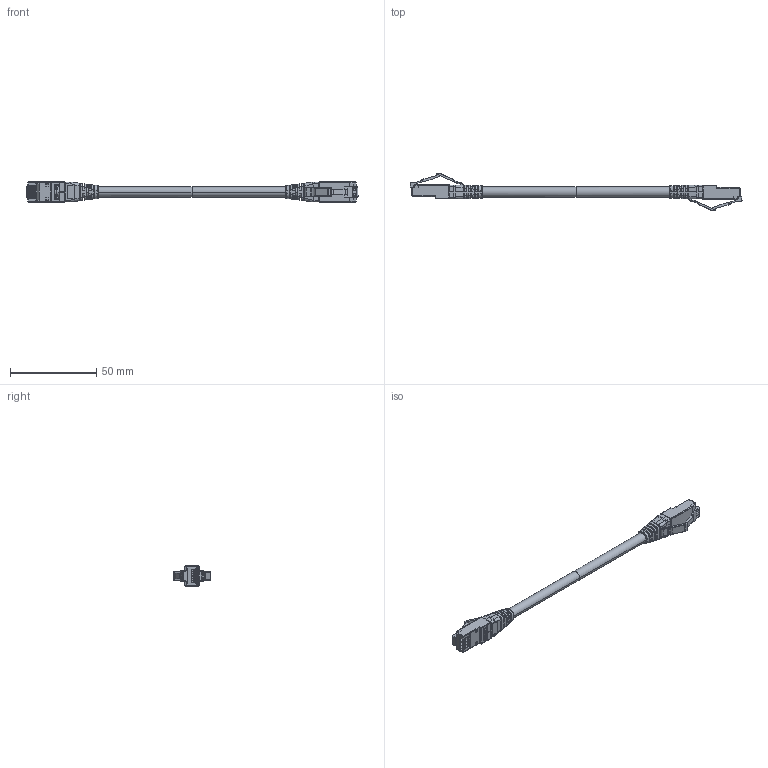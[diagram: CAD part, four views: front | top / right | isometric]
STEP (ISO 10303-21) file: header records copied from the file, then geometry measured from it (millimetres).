
FILE_DESCRIPTION (( 'STEP AP214' ), '1' );
FILE_NAME ('TRD795Z_3D.STEP', '2022-09-19T21:30:00', ( '' ), ( '' ), 'SwSTEP 2.0', 'SolidWorks 2021', '' );
FILE_SCHEMA (( 'AUTOMOTIVE_DESIGN' ));
Length unit declared in the file: inch
Products named in the file (2): TRD795Z_3D; TRD795Z
Assembly tree (2 placements, depth 2):
  TRD795Z_3D
    TRD795Z  x2
Bounding box: 192.88 x 21.6 x 11.68 mm (x, y, z)
Volume: 9427.4 mm3; surface area: 11307.7 mm2
Topology: 4 solids, 4 shells, 1552 faces, 4458 edges, 2856 vertices
Faces by surface type: plane 930, cylinder 470, bspline 92, cone 56, torus 4
Entity records: 29680 total; most frequent: CARTESIAN_POINT 9912, ORIENTED_EDGE 4456, DIRECTION 3673, EDGE_CURVE 2228, LINE 1547, VECTOR 1547, VERTEX_POINT 1428, AXIS2_PLACEMENT_3D 1063
